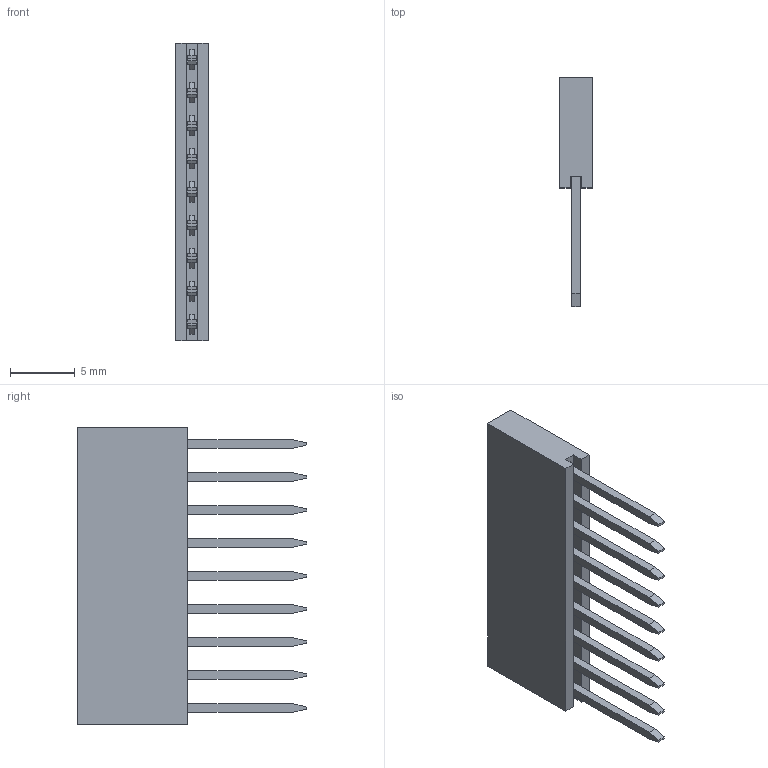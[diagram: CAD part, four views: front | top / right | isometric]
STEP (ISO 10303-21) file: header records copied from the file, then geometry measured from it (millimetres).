
FILE_DESCRIPTION (( 'STEP AP214' ), '1' );
FILE_NAME ('1x9.STEP', '2019-03-31T20:07:31', ( '' ), ( '' ), 'SwSTEP 2.0', 'SolidWorks 2014', '' );
FILE_SCHEMA (( 'AUTOMOTIVE_DESIGN' ));
Length unit declared in the file: millimetre
Products named in the file (1): 1x9
Bounding box: 2.54 x 17.64 x 22.86 mm (x, y, z)
Volume: 499.8 mm3; surface area: 1332.8 mm2
Topology: 10 solids, 10 shells, 316 faces, 852 edges, 556 vertices
Faces by surface type: plane 307, cylinder 9
Entity records: 12655 total; most frequent: CARTESIAN_POINT 1725, ORIENTED_EDGE 1704, DIRECTION 1504, EDGE_CURVE 852, LINE 834, VECTOR 834, VERTEX_POINT 556, AXIS2_PLACEMENT_3D 335
